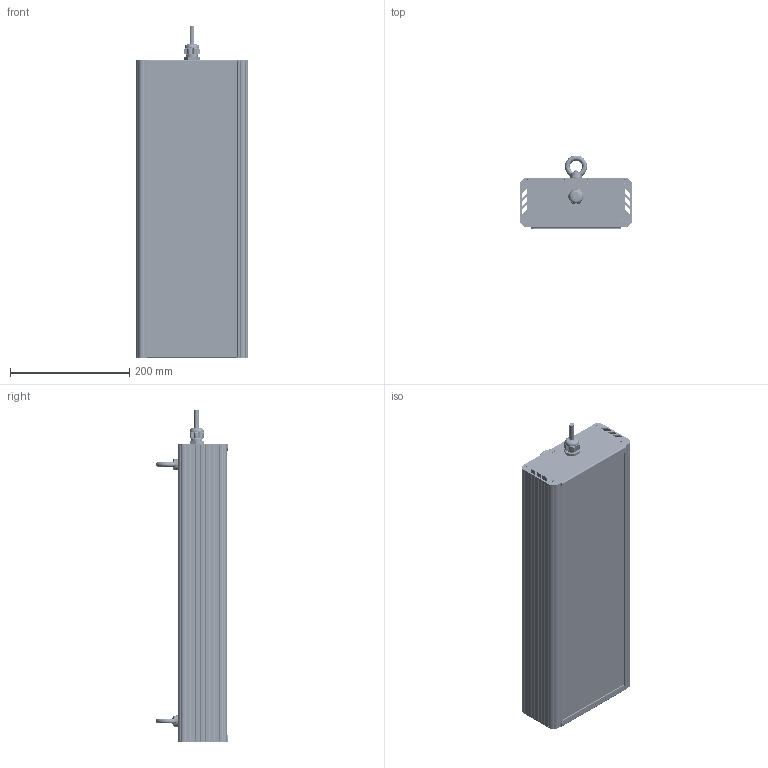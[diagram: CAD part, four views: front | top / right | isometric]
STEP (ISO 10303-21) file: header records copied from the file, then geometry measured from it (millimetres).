
FILE_DESCRIPTION(('STEP AP214'), '1');
FILE_NAME('001.0079.77.000 - ÃÑÏ-Ýêñòðà-Îïòèê-100', '2023-11-02T07:42:03', ('Ëóêîíèí'), ('ÎÊÁ Ñâîé Ñòèëü'), 'C3D Converter', 'C3D Toolkit', '');
FILE_SCHEMA(('AUTOMOTIVE_DESIGN { 1 0 10303 214 3 1 1}'));
Length unit declared in the file: millimetre
Products named in the file (26): 001.0079.77.000; 001.0065.02.000
Assembly tree (57 placements, depth 4):
  001.0079.77.000
    (unnamed)
      (unnamed)
      (unnamed)
      (unnamed)
      (unnamed)  x6
      (unnamed)  x6
      (unnamed)
      (unnamed)
      (unnamed)
      (unnamed)
        (unnamed)
      (unnamed)  x10
        (unnamed)
        (unnamed)
        (unnamed)
        (unnamed)
        (unnamed)
        (unnamed)
        (unnamed)
        (unnamed)
        (unnamed)
        (unnamed)
    001.0065.02.000  x2
      (unnamed)
      (unnamed)
Bounding box: 187.37 x 121.62 x 556.43 mm (x, y, z)
Volume: 1679162.2 mm3; surface area: 1248286.2 mm2
Topology: 354 solids, 354 shells, 5270 faces, 12449 edges, 8361 vertices
Faces by surface type: plane 3678, cylinder 1292, bspline 165, cone 112, torus 13, sphere 10
Full cylindrical faces by diameter (mm): 1 x10, 2 x20, 2.5 x40, 2.8 x250, 3.2 x10, 3.5 x60, 4 x12, 6 x2, 8 x12, 9 x130, 12 x1, 12.5 x1, 16 x1, 18.5 x3, 20 x1, 23.5 x1
Entity records: 92322 total; most frequent: CARTESIAN_POINT 45606, ORIENTED_EDGE 8892, DIRECTION 8050, EDGE_CURVE 4446, VERTEX_POINT 3074, LINE 2696, VECTOR 2696, AXIS2_PLACEMENT_3D 2677
